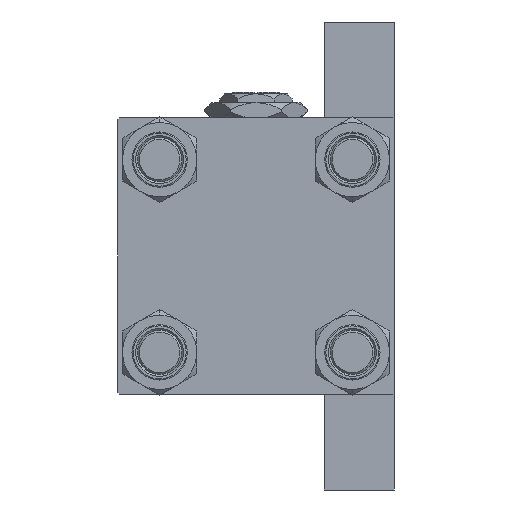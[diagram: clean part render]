
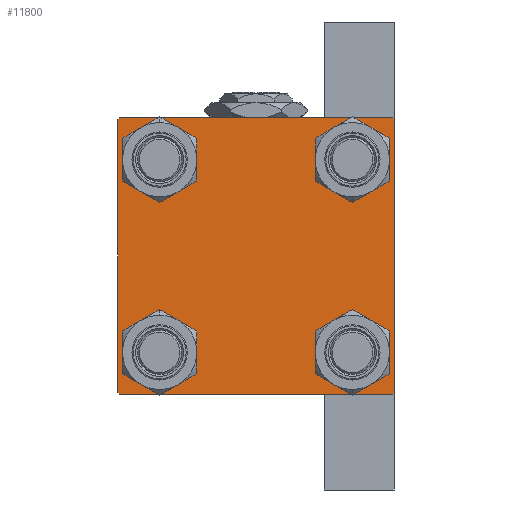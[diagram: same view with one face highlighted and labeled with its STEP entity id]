
A CAD part, left-side view. The second image highlights one B-rep face of the part: STEP entity #11800.
In plain terms, the highlighted planar face has unit normal (-1, 0, 0).
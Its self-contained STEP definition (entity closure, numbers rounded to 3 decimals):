
#604 = CARTESIAN_POINT ( 'NONE',  ( 0., 37., 37.5 ) ) ;
#651 = ORIENTED_EDGE ( 'NONE', *, *, #19539, .T. ) ;
#1662 = ORIENTED_EDGE ( 'NONE', *, *, #22324, .T. ) ;
#1837 = VERTEX_POINT ( 'NONE', #28309 ) ;
#1877 = ORIENTED_EDGE ( 'NONE', *, *, #23536, .T. ) ;
#1939 = DIRECTION ( 'NONE',  ( 0., 0., 1. ) ) ;
#2060 = CARTESIAN_POINT ( 'NONE',  ( 0., 37.5, 37.5 ) ) ;
#2373 = AXIS2_PLACEMENT_3D ( 'NONE', #37803, #21972, #3369 ) ;
#2507 = CARTESIAN_POINT ( 'NONE',  ( 0., -37.5, 37. ) ) ;
#2947 = LINE ( 'NONE', #22792, #11061 ) ;
#3369 = DIRECTION ( 'NONE',  ( 0., 0., 1. ) ) ;
#3777 = CARTESIAN_POINT ( 'NONE',  ( 0., 37.5, -37.5 ) ) ;
#3985 = DIRECTION ( 'NONE',  ( 1., 0., 0. ) ) ;
#5123 = CARTESIAN_POINT ( 'NONE',  ( 0., 37.25, -37.25 ) ) ;
#5145 = DIRECTION ( 'NONE',  ( -1., 0., 0. ) ) ;
#6580 = EDGE_LOOP ( 'NONE', ( #17680, #651 ) ) ;
#6665 = EDGE_CURVE ( 'NONE', #40687, #42946, #11613, .T. ) ;
#7059 = LINE ( 'NONE', #17659, #32489 ) ;
#8913 = VERTEX_POINT ( 'NONE', #42401 ) ;
#9108 = ORIENTED_EDGE ( 'NONE', *, *, #19805, .F. ) ;
#9333 = CARTESIAN_POINT ( 'NONE',  ( 0., 26.15, -32.65 ) ) ;
#9335 = DIRECTION ( 'NONE',  ( 0., -1., 0. ) ) ;
#9974 = DIRECTION ( 'NONE',  ( 0., 0., 1. ) ) ;
#10020 = DIRECTION ( 'NONE',  ( 1., 0., 0. ) ) ;
#10821 = DIRECTION ( 'NONE',  ( 0., -1., 0. ) ) ;
#11061 = VECTOR ( 'NONE', #18798, 1000. ) ;
#11613 = CIRCLE ( 'NONE', #35661, 6.5 ) ;
#11677 = EDGE_CURVE ( 'NONE', #34259, #26575, #2947, .T. ) ;
#11800 = ADVANCED_FACE ( 'NONE', ( #24262, #39606, #13899, #17670, #32992 ), #24511, .T. ) ;
#12746 = CARTESIAN_POINT ( 'NONE',  ( 0., -37.5, -37. ) ) ;
#12946 = ORIENTED_EDGE ( 'NONE', *, *, #42332, .T. ) ;
#13047 = LINE ( 'NONE', #24861, #37963 ) ;
#13121 = CARTESIAN_POINT ( 'NONE',  ( 0., -26.15, 26.15 ) ) ;
#13172 = DIRECTION ( 'NONE',  ( 0., -0.707, -0.707 ) ) ;
#13249 = CARTESIAN_POINT ( 'NONE',  ( 0., -26.15, -26.15 ) ) ;
#13643 = ORIENTED_EDGE ( 'NONE', *, *, #32038, .T. ) ;
#13816 = DIRECTION ( 'NONE',  ( 0., 0., 1. ) ) ;
#13899 = FACE_BOUND ( 'NONE', #6580, .T. ) ;
#14143 = VERTEX_POINT ( 'NONE', #604 ) ;
#14384 = AXIS2_PLACEMENT_3D ( 'NONE', #20794, #25562, #9974 ) ;
#14682 = EDGE_CURVE ( 'NONE', #34259, #38135, #26382, .T. ) ;
#15137 = VERTEX_POINT ( 'NONE', #25830 ) ;
#15648 = AXIS2_PLACEMENT_3D ( 'NONE', #13121, #28465, #43792 ) ;
#16803 = ORIENTED_EDGE ( 'NONE', *, *, #39462, .T. ) ;
#17046 = ORIENTED_EDGE ( 'NONE', *, *, #6665, .T. ) ;
#17077 = CARTESIAN_POINT ( 'NONE',  ( 0., -26.15, 26.15 ) ) ;
#17393 = EDGE_CURVE ( 'NONE', #18864, #47811, #49274, .T. ) ;
#17659 = CARTESIAN_POINT ( 'NONE',  ( 0., -37.25, -37.25 ) ) ;
#17670 = FACE_BOUND ( 'NONE', #20208, .T. ) ;
#17680 = ORIENTED_EDGE ( 'NONE', *, *, #34138, .T. ) ;
#18087 = DIRECTION ( 'NONE',  ( 0., 0., 1. ) ) ;
#18223 = EDGE_CURVE ( 'NONE', #42468, #1837, #22388, .T. ) ;
#18798 = DIRECTION ( 'NONE',  ( 0., 0.707, 0.707 ) ) ;
#18864 = VERTEX_POINT ( 'NONE', #26921 ) ;
#18928 = EDGE_LOOP ( 'NONE', ( #39412, #45435, #24269, #16803, #42961, #28557, #9108, #13643 ) ) ;
#19365 = CIRCLE ( 'NONE', #45828, 6.5 ) ;
#19404 = CIRCLE ( 'NONE', #25798, 6.5 ) ;
#19539 = EDGE_CURVE ( 'NONE', #45487, #42825, #46546, .T. ) ;
#19805 = EDGE_CURVE ( 'NONE', #14143, #26575, #24421, .T. ) ;
#20066 = CARTESIAN_POINT ( 'NONE',  ( 0., -26.15, -19.65 ) ) ;
#20208 = EDGE_LOOP ( 'NONE', ( #17046, #12946 ) ) ;
#20794 = CARTESIAN_POINT ( 'NONE',  ( 0., 26.15, 26.15 ) ) ;
#21436 = DIRECTION ( 'NONE',  ( 0., 0., 1. ) ) ;
#21698 = EDGE_LOOP ( 'NONE', ( #39559, #24094 ) ) ;
#21972 = DIRECTION ( 'NONE',  ( 1., 0., 0. ) ) ;
#22324 = EDGE_CURVE ( 'NONE', #8913, #27195, #19365, .T. ) ;
#22388 = CIRCLE ( 'NONE', #30441, 6.5 ) ;
#22792 = CARTESIAN_POINT ( 'NONE',  ( 0., -37.25, 37.25 ) ) ;
#23536 = EDGE_CURVE ( 'NONE', #27195, #8913, #19404, .T. ) ;
#24094 = ORIENTED_EDGE ( 'NONE', *, *, #18223, .T. ) ;
#24262 = FACE_BOUND ( 'NONE', #21698, .T. ) ;
#24269 = ORIENTED_EDGE ( 'NONE', *, *, #17393, .T. ) ;
#24421 = LINE ( 'NONE', #2060, #44923 ) ;
#24511 = PLANE ( 'NONE',  #39147 ) ;
#24861 = CARTESIAN_POINT ( 'NONE',  ( 0., 37.25, 37.25 ) ) ;
#25562 = DIRECTION ( 'NONE',  ( 1., 0., 0. ) ) ;
#25575 = EDGE_CURVE ( 'NONE', #15137, #18864, #35796, .T. ) ;
#25798 = AXIS2_PLACEMENT_3D ( 'NONE', #13249, #40406, #1939 ) ;
#25830 = CARTESIAN_POINT ( 'NONE',  ( 0., 37.5, -37. ) ) ;
#26382 = LINE ( 'NONE', #30165, #47142 ) ;
#26575 = VERTEX_POINT ( 'NONE', #48680 ) ;
#26921 = CARTESIAN_POINT ( 'NONE',  ( 0., 37., -37.5 ) ) ;
#27195 = VERTEX_POINT ( 'NONE', #20066 ) ;
#27210 = VECTOR ( 'NONE', #10821, 1000. ) ;
#28309 = CARTESIAN_POINT ( 'NONE',  ( 0., -26.15, 32.65 ) ) ;
#28388 = DIRECTION ( 'NONE',  ( 0., 0.707, -0.707 ) ) ;
#28465 = DIRECTION ( 'NONE',  ( 1., 0., 0. ) ) ;
#28557 = ORIENTED_EDGE ( 'NONE', *, *, #11677, .T. ) ;
#29375 = DIRECTION ( 'NONE',  ( 0., 0., -1. ) ) ;
#29871 = CARTESIAN_POINT ( 'NONE',  ( 0., 37.5, 37.5 ) ) ;
#30165 = CARTESIAN_POINT ( 'NONE',  ( 0., -37.5, 37.5 ) ) ;
#30441 = AXIS2_PLACEMENT_3D ( 'NONE', #17077, #10020, #18087 ) ;
#31225 = CIRCLE ( 'NONE', #14384, 6.5 ) ;
#32038 = EDGE_CURVE ( 'NONE', #14143, #36274, #13047, .T. ) ;
#32489 = VECTOR ( 'NONE', #45045, 1000. ) ;
#32836 = EDGE_CURVE ( 'NONE', #36274, #15137, #32878, .T. ) ;
#32878 = LINE ( 'NONE', #29871, #46850 ) ;
#32992 = FACE_OUTER_BOUND ( 'NONE', #18928, .T. ) ;
#33210 = AXIS2_PLACEMENT_3D ( 'NONE', #35926, #47999, #13816 ) ;
#33760 = VECTOR ( 'NONE', #13172, 1000. ) ;
#34138 = EDGE_CURVE ( 'NONE', #42825, #45487, #42055, .T. ) ;
#34259 = VERTEX_POINT ( 'NONE', #2507 ) ;
#35661 = AXIS2_PLACEMENT_3D ( 'NONE', #40586, #43344, #47369 ) ;
#35796 = LINE ( 'NONE', #5123, #33760 ) ;
#35926 = CARTESIAN_POINT ( 'NONE',  ( 0., 26.15, -26.15 ) ) ;
#36274 = VERTEX_POINT ( 'NONE', #46874 ) ;
#36626 = EDGE_LOOP ( 'NONE', ( #1877, #1662 ) ) ;
#37295 = CIRCLE ( 'NONE', #15648, 6.5 ) ;
#37803 = CARTESIAN_POINT ( 'NONE',  ( 0., 26.15, -26.15 ) ) ;
#37963 = VECTOR ( 'NONE', #28388, 1000. ) ;
#38135 = VERTEX_POINT ( 'NONE', #12746 ) ;
#39147 = AXIS2_PLACEMENT_3D ( 'NONE', #43610, #5145, #21436 ) ;
#39412 = ORIENTED_EDGE ( 'NONE', *, *, #32836, .T. ) ;
#39417 = EDGE_CURVE ( 'NONE', #1837, #42468, #37295, .T. ) ;
#39462 = EDGE_CURVE ( 'NONE', #47811, #38135, #7059, .T. ) ;
#39559 = ORIENTED_EDGE ( 'NONE', *, *, #39417, .T. ) ;
#39606 = FACE_BOUND ( 'NONE', #36626, .T. ) ;
#40406 = DIRECTION ( 'NONE',  ( 1., 0., 0. ) ) ;
#40475 = CARTESIAN_POINT ( 'NONE',  ( 0., 26.15, 19.65 ) ) ;
#40586 = CARTESIAN_POINT ( 'NONE',  ( 0., 26.15, 26.15 ) ) ;
#40687 = VERTEX_POINT ( 'NONE', #40722 ) ;
#40722 = CARTESIAN_POINT ( 'NONE',  ( 0., 26.15, 32.65 ) ) ;
#41468 = DIRECTION ( 'NONE',  ( 0., 0., -1. ) ) ;
#42055 = CIRCLE ( 'NONE', #33210, 6.5 ) ;
#42332 = EDGE_CURVE ( 'NONE', #42946, #40687, #31225, .T. ) ;
#42401 = CARTESIAN_POINT ( 'NONE',  ( 0., -26.15, -32.65 ) ) ;
#42468 = VERTEX_POINT ( 'NONE', #49187 ) ;
#42825 = VERTEX_POINT ( 'NONE', #46777 ) ;
#42946 = VERTEX_POINT ( 'NONE', #40475 ) ;
#42961 = ORIENTED_EDGE ( 'NONE', *, *, #14682, .F. ) ;
#43344 = DIRECTION ( 'NONE',  ( 1., 0., 0. ) ) ;
#43610 = CARTESIAN_POINT ( 'NONE',  ( 0., 0., 0. ) ) ;
#43792 = DIRECTION ( 'NONE',  ( 0., 0., 1. ) ) ;
#44008 = CARTESIAN_POINT ( 'NONE',  ( 0., -37., -37.5 ) ) ;
#44923 = VECTOR ( 'NONE', #9335, 1000. ) ;
#45045 = DIRECTION ( 'NONE',  ( 0., -0.707, 0.707 ) ) ;
#45435 = ORIENTED_EDGE ( 'NONE', *, *, #25575, .T. ) ;
#45487 = VERTEX_POINT ( 'NONE', #9333 ) ;
#45828 = AXIS2_PLACEMENT_3D ( 'NONE', #49734, #3985, #46215 ) ;
#46215 = DIRECTION ( 'NONE',  ( 0., 0., 1. ) ) ;
#46546 = CIRCLE ( 'NONE', #2373, 6.5 ) ;
#46777 = CARTESIAN_POINT ( 'NONE',  ( 0., 26.15, -19.65 ) ) ;
#46850 = VECTOR ( 'NONE', #29375, 1000. ) ;
#46874 = CARTESIAN_POINT ( 'NONE',  ( 0., 37.5, 37. ) ) ;
#47142 = VECTOR ( 'NONE', #41468, 1000. ) ;
#47369 = DIRECTION ( 'NONE',  ( 0., 0., 1. ) ) ;
#47811 = VERTEX_POINT ( 'NONE', #44008 ) ;
#47999 = DIRECTION ( 'NONE',  ( 1., 0., 0. ) ) ;
#48680 = CARTESIAN_POINT ( 'NONE',  ( 0., -37., 37.5 ) ) ;
#49187 = CARTESIAN_POINT ( 'NONE',  ( 0., -26.15, 19.65 ) ) ;
#49274 = LINE ( 'NONE', #3777, #27210 ) ;
#49734 = CARTESIAN_POINT ( 'NONE',  ( 0., -26.15, -26.15 ) ) ;
